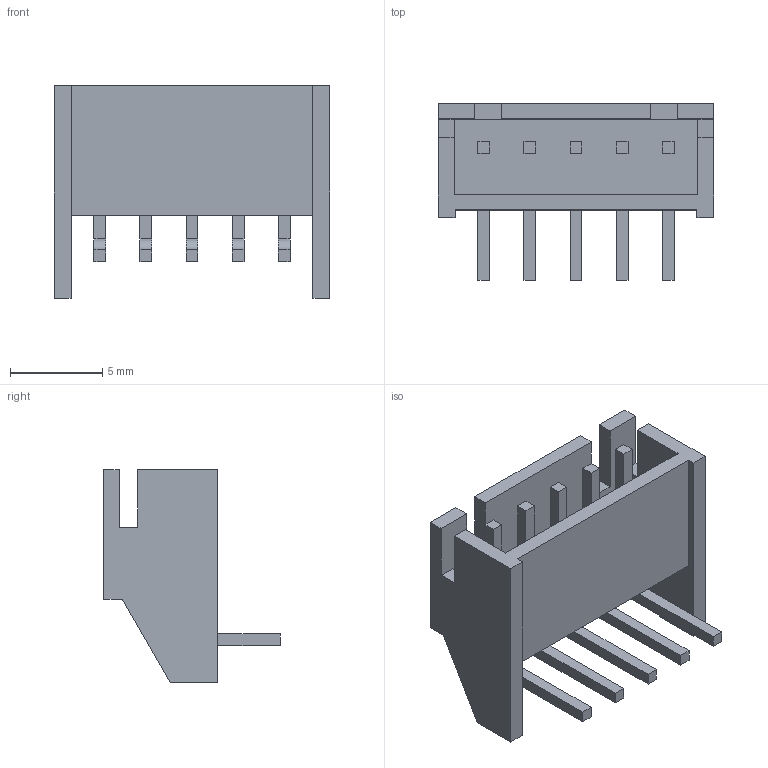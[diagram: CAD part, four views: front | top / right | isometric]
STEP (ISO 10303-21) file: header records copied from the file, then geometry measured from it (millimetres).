
FILE_DESCRIPTION(/* description */ (''),/* implementation_level */ '2;1');
FILE_NAME(/* name */ 'S5B-XH-A.step',/* time_stamp */ '2020-07-11T11:56:25+09:00',/* author */ (''),/* organization */ (''),/* preprocessor_version */ 'ST-DEVELOPER v18.1',/* originating_system */ 'Autodesk Translation Framework v9.3.0.1241',/* authorisation */ '');
FILE_SCHEMA (('AUTOMOTIVE_DESIGN { 1 0 10303 214 3 1 1 }'));
Length unit declared in the file: millimetre
Products named in the file (1): (未保存)
Bounding box: 14.9 x 9.55 x 11.5 mm (x, y, z)
Volume: 395.1 mm3; surface area: 879.2 mm2
Topology: 1 solids, 1 shells, 102 faces, 270 edges, 180 vertices
Faces by surface type: plane 92, cylinder 10
Entity records: 3231 total; most frequent: CARTESIAN_POINT 553, ORIENTED_EDGE 540, DIRECTION 496, EDGE_CURVE 270, LINE 250, VECTOR 250, VERTEX_POINT 180, AXIS2_PLACEMENT_3D 123
